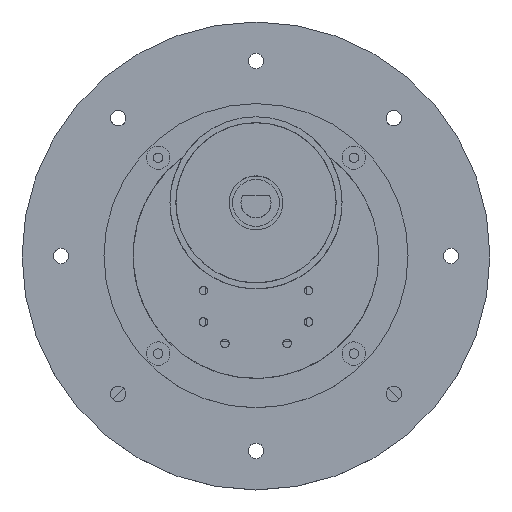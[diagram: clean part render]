
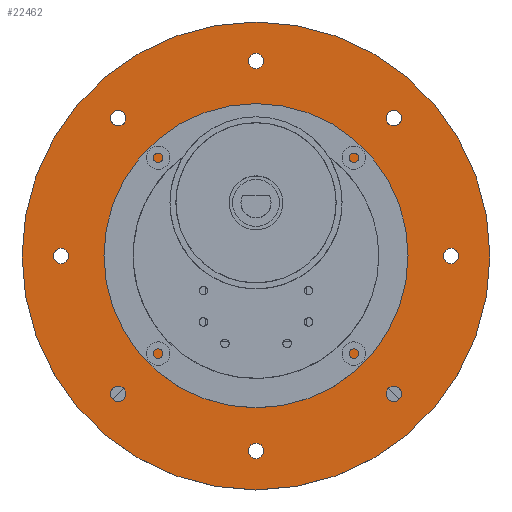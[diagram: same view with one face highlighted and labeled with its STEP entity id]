
A CAD part, top view. The second image highlights one B-rep face of the part: STEP entity #22462.
In plain terms, the highlighted planar face has unit normal (0, 0, 1).
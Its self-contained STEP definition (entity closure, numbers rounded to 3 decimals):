
#5109=FACE_BOUND('',#6629,.T.);
#5110=FACE_BOUND('',#6630,.T.);
#5111=FACE_BOUND('',#6631,.T.);
#5112=FACE_BOUND('',#6632,.T.);
#5113=FACE_BOUND('',#6633,.T.);
#5114=FACE_BOUND('',#6634,.T.);
#5115=FACE_BOUND('',#6635,.T.);
#5116=FACE_BOUND('',#6636,.T.);
#5117=FACE_BOUND('',#6637,.T.);
#5363=FACE_OUTER_BOUND('',#6628,.T.);
#6628=EDGE_LOOP('',(#15180));
#6629=EDGE_LOOP('',(#15181,#15182));
#6630=EDGE_LOOP('',(#15183));
#6631=EDGE_LOOP('',(#15184));
#6632=EDGE_LOOP('',(#15185,#15186));
#6633=EDGE_LOOP('',(#15187,#15188));
#6634=EDGE_LOOP('',(#15189,#15190));
#6635=EDGE_LOOP('',(#15191));
#6636=EDGE_LOOP('',(#15192));
#6637=EDGE_LOOP('',(#15193,#15194));
#7951=CIRCLE('',#23766,60.);
#7952=CIRCLE('',#23768,2.);
#7953=CIRCLE('',#23769,2.);
#7963=CIRCLE('',#23783,2.);
#7964=CIRCLE('',#23784,2.);
#7966=CIRCLE('',#23788,2.);
#7967=CIRCLE('',#23789,2.);
#7968=CIRCLE('',#23791,2.);
#7969=CIRCLE('',#23792,2.);
#8004=CIRCLE('',#23836,31.5);
#8005=CIRCLE('',#23837,31.5);
#8062=CIRCLE('',#23954,2.);
#8064=CIRCLE('',#23957,2.);
#8066=CIRCLE('',#23960,2.);
#8067=CIRCLE('',#23962,2.);
#8985=VERTEX_POINT('',#33112);
#8986=VERTEX_POINT('',#33116);
#8987=VERTEX_POINT('',#33117);
#8997=VERTEX_POINT('',#33146);
#8998=VERTEX_POINT('',#33147);
#8999=VERTEX_POINT('',#33155);
#9000=VERTEX_POINT('',#33156);
#9001=VERTEX_POINT('',#33161);
#9002=VERTEX_POINT('',#33162);
#9048=VERTEX_POINT('',#33271);
#9049=VERTEX_POINT('',#33272);
#9134=VERTEX_POINT('',#33597);
#9135=VERTEX_POINT('',#33602);
#9136=VERTEX_POINT('',#33607);
#9137=VERTEX_POINT('',#33611);
#11266=EDGE_CURVE('',#8985,#8985,#7951,.T.);
#11268=EDGE_CURVE('',#8986,#8987,#7952,.T.);
#11270=EDGE_CURVE('',#8987,#8986,#7953,.T.);
#11283=EDGE_CURVE('',#8997,#8998,#7963,.T.);
#11285=EDGE_CURVE('',#8998,#8997,#7964,.T.);
#11288=EDGE_CURVE('',#8999,#9000,#7966,.T.);
#11290=EDGE_CURVE('',#9000,#8999,#7967,.T.);
#11291=EDGE_CURVE('',#9001,#9002,#7968,.T.);
#11293=EDGE_CURVE('',#9002,#9001,#7969,.T.);
#11345=EDGE_CURVE('',#9048,#9049,#8004,.T.);
#11346=EDGE_CURVE('',#9049,#9048,#8005,.T.);
#11486=EDGE_CURVE('',#9134,#9134,#8062,.T.);
#11489=EDGE_CURVE('',#9135,#9135,#8064,.T.);
#11492=EDGE_CURVE('',#9136,#9136,#8066,.T.);
#11494=EDGE_CURVE('',#9137,#9137,#8067,.T.);
#15180=ORIENTED_EDGE('',*,*,#11266,.F.);
#15181=ORIENTED_EDGE('',*,*,#11283,.F.);
#15182=ORIENTED_EDGE('',*,*,#11285,.F.);
#15183=ORIENTED_EDGE('',*,*,#11494,.F.);
#15184=ORIENTED_EDGE('',*,*,#11492,.F.);
#15185=ORIENTED_EDGE('',*,*,#11288,.F.);
#15186=ORIENTED_EDGE('',*,*,#11290,.F.);
#15187=ORIENTED_EDGE('',*,*,#11291,.F.);
#15188=ORIENTED_EDGE('',*,*,#11293,.F.);
#15189=ORIENTED_EDGE('',*,*,#11268,.F.);
#15190=ORIENTED_EDGE('',*,*,#11270,.F.);
#15191=ORIENTED_EDGE('',*,*,#11489,.F.);
#15192=ORIENTED_EDGE('',*,*,#11486,.F.);
#15193=ORIENTED_EDGE('',*,*,#11345,.T.);
#15194=ORIENTED_EDGE('',*,*,#11346,.T.);
#21348=PLANE('',#23963);
#22462=ADVANCED_FACE('',(#5363,#5109,#5110,#5111,#5112,#5113,#5114,#5115,
#5116,#5117),#21348,.F.);
#23766=AXIS2_PLACEMENT_3D('',#33113,#26265,#26266);
#23768=AXIS2_PLACEMENT_3D('',#33118,#26270,#26271);
#23769=AXIS2_PLACEMENT_3D('',#33120,#26273,#26274);
#23783=AXIS2_PLACEMENT_3D('',#33148,#26304,#26305);
#23784=AXIS2_PLACEMENT_3D('',#33150,#26307,#26308);
#23788=AXIS2_PLACEMENT_3D('',#33157,#26316,#26317);
#23789=AXIS2_PLACEMENT_3D('',#33159,#26319,#26320);
#23791=AXIS2_PLACEMENT_3D('',#33163,#26323,#26324);
#23792=AXIS2_PLACEMENT_3D('',#33165,#26326,#26327);
#23836=AXIS2_PLACEMENT_3D('',#33273,#26431,#26432);
#23837=AXIS2_PLACEMENT_3D('',#33274,#26433,#26434);
#23954=AXIS2_PLACEMENT_3D('',#33599,#26742,#26743);
#23957=AXIS2_PLACEMENT_3D('',#33604,#26749,#26750);
#23960=AXIS2_PLACEMENT_3D('',#33609,#26756,#26757);
#23962=AXIS2_PLACEMENT_3D('',#33613,#26761,#26762);
#23963=AXIS2_PLACEMENT_3D('',#33614,#26763,#26764);
#26265=DIRECTION('center_axis',(0.,0.,
-1.));
#26266=DIRECTION('ref_axis',(-1.,0.,0.));
#26270=DIRECTION('center_axis',(0.,0.,
1.));
#26271=DIRECTION('ref_axis',(1.,0.,0.));
#26273=DIRECTION('center_axis',(0.,0.,
1.));
#26274=DIRECTION('ref_axis',(1.,0.,0.));
#26304=DIRECTION('center_axis',(0.,0.,
1.));
#26305=DIRECTION('ref_axis',(1.,0.,0.));
#26307=DIRECTION('center_axis',(0.,0.,
1.));
#26308=DIRECTION('ref_axis',(1.,0.,0.));
#26316=DIRECTION('center_axis',(0.,0.,
1.));
#26317=DIRECTION('ref_axis',(1.,0.,0.));
#26319=DIRECTION('center_axis',(0.,0.,
1.));
#26320=DIRECTION('ref_axis',(1.,0.,0.));
#26323=DIRECTION('center_axis',(0.,0.,
1.));
#26324=DIRECTION('ref_axis',(1.,0.,0.));
#26326=DIRECTION('center_axis',(0.,0.,
1.));
#26327=DIRECTION('ref_axis',(1.,0.,0.));
#26431=DIRECTION('center_axis',(0.,0.,
-1.));
#26432=DIRECTION('ref_axis',(1.,0.,0.));
#26433=DIRECTION('center_axis',(0.,0.,
-1.));
#26434=DIRECTION('ref_axis',(1.,0.,0.));
#26742=DIRECTION('center_axis',(0.,0.,
1.));
#26743=DIRECTION('ref_axis',(1.,0.,0.));
#26749=DIRECTION('center_axis',(0.,0.,
1.));
#26750=DIRECTION('ref_axis',(1.,0.,0.));
#26756=DIRECTION('center_axis',(0.,0.,
1.));
#26757=DIRECTION('ref_axis',(1.,0.,0.));
#26761=DIRECTION('center_axis',(0.,0.,
1.));
#26762=DIRECTION('ref_axis',(1.,0.,0.));
#26763=DIRECTION('center_axis',(0.,0.,
-1.));
#26764=DIRECTION('ref_axis',(-1.,0.,0.));
#33112=CARTESIAN_POINT('',(-52.829,6.685,18.399));
#33113=CARTESIAN_POINT('Origin',(7.171,6.685,18.399));
#33116=CARTESIAN_POINT('',(55.171,6.685,18.399));
#33117=CARTESIAN_POINT('',(59.171,6.685,18.399));
#33118=CARTESIAN_POINT('Origin',(57.171,6.685,18.399));
#33120=CARTESIAN_POINT('Origin',(57.171,6.685,18.399));
#33146=CARTESIAN_POINT('',(-44.829,6.685,18.399));
#33147=CARTESIAN_POINT('',(-40.829,6.685,18.399));
#33148=CARTESIAN_POINT('Origin',(-42.829,6.685,18.399));
#33150=CARTESIAN_POINT('Origin',(-42.829,6.685,18.399));
#33155=CARTESIAN_POINT('',(5.171,-43.315,18.399));
#33156=CARTESIAN_POINT('',(9.171,-43.315,18.399));
#33157=CARTESIAN_POINT('Origin',(7.171,-43.315,18.399));
#33159=CARTESIAN_POINT('Origin',(7.171,-43.315,18.399));
#33161=CARTESIAN_POINT('',(5.171,56.685,18.399));
#33162=CARTESIAN_POINT('',(9.171,56.685,18.399));
#33163=CARTESIAN_POINT('Origin',(7.171,56.685,18.399));
#33165=CARTESIAN_POINT('Origin',(7.171,56.685,18.399));
#33271=CARTESIAN_POINT('',(38.671,6.685,18.399));
#33272=CARTESIAN_POINT('',(-24.329,6.685,18.399));
#33273=CARTESIAN_POINT('Origin',(7.171,6.685,18.399));
#33274=CARTESIAN_POINT('Origin',(7.171,6.685,18.399));
#33597=CARTESIAN_POINT('',(40.527,-28.669,18.399));
#33599=CARTESIAN_POINT('Origin',(42.527,-28.669,18.399));
#33602=CARTESIAN_POINT('',(40.525,42.041,18.399));
#33604=CARTESIAN_POINT('Origin',(42.525,42.041,18.399));
#33607=CARTESIAN_POINT('',(-30.185,42.04,18.399));
#33609=CARTESIAN_POINT('Origin',(-28.185,42.04,18.399));
#33611=CARTESIAN_POINT('',(-30.185,-28.669,18.399));
#33613=CARTESIAN_POINT('Origin',(-28.185,-28.669,18.399));
#33614=CARTESIAN_POINT('Origin',(7.171,6.685,18.399));
